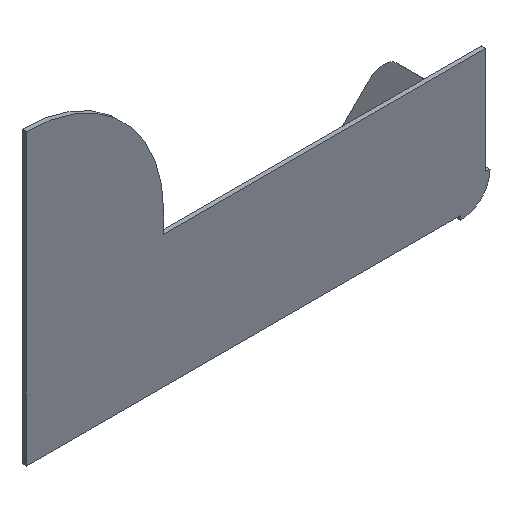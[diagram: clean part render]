
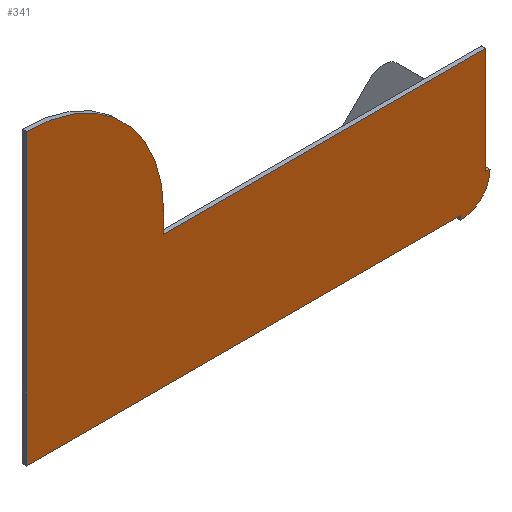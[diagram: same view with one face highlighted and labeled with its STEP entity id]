
A CAD part, isometric view. The second image highlights one B-rep face of the part: STEP entity #341.
In plain terms, the highlighted planar face has unit normal (0, -1, 0).
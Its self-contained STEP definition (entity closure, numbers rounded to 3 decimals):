
#15=CIRCLE('',#381,140.);
#17=CIRCLE('',#385,650.);
#32=FACE_OUTER_BOUND('',#50,.T.);
#50=EDGE_LOOP('',(#233,#234,#235,#236,#237,#238,#239,#240,#241));
#64=LINE('',#498,#101);
#68=LINE('',#507,#105);
#74=LINE('',#518,#111);
#75=LINE('',#524,#112);
#78=LINE('',#530,#115);
#79=LINE('',#532,#116);
#80=LINE('',#535,#117);
#101=VECTOR('',#407,10.);
#105=VECTOR('',#413,10.);
#111=VECTOR('',#421,10.);
#112=VECTOR('',#430,10.);
#115=VECTOR('',#435,10.);
#116=VECTOR('',#436,10.);
#117=VECTOR('',#439,10.);
#138=VERTEX_POINT('',#496);
#139=VERTEX_POINT('',#497);
#142=VERTEX_POINT('',#505);
#143=VERTEX_POINT('',#506);
#147=VERTEX_POINT('',#516);
#148=VERTEX_POINT('',#523);
#150=VERTEX_POINT('',#529);
#151=VERTEX_POINT('',#531);
#152=VERTEX_POINT('',#533);
#168=EDGE_CURVE('',#138,#139,#64,.T.);
#172=EDGE_CURVE('',#142,#143,#68,.T.);
#178=EDGE_CURVE('',#147,#143,#74,.T.);
#179=EDGE_CURVE('',#139,#142,#15,.T.);
#181=EDGE_CURVE('',#148,#138,#75,.T.);
#184=EDGE_CURVE('',#147,#150,#78,.T.);
#185=EDGE_CURVE('',#150,#151,#79,.T.);
#186=EDGE_CURVE('',#151,#152,#17,.T.);
#187=EDGE_CURVE('',#152,#148,#80,.T.);
#233=ORIENTED_EDGE('',*,*,#179,.T.);
#234=ORIENTED_EDGE('',*,*,#172,.T.);
#235=ORIENTED_EDGE('',*,*,#178,.F.);
#236=ORIENTED_EDGE('',*,*,#184,.T.);
#237=ORIENTED_EDGE('',*,*,#185,.T.);
#238=ORIENTED_EDGE('',*,*,#186,.T.);
#239=ORIENTED_EDGE('',*,*,#187,.T.);
#240=ORIENTED_EDGE('',*,*,#181,.T.);
#241=ORIENTED_EDGE('',*,*,#168,.T.);
#307=PLANE('',#384);
#341=ADVANCED_FACE('',(#32),#307,.T.);
#381=AXIS2_PLACEMENT_3D('',#520,#424,#425);
#384=AXIS2_PLACEMENT_3D('',#528,#433,#434);
#385=AXIS2_PLACEMENT_3D('',#534,#437,#438);
#407=DIRECTION('',(0.,0.,-1.));
#413=DIRECTION('',(-1.,0.,0.));
#421=DIRECTION('',(0.,0.,-1.));
#424=DIRECTION('center_axis',(0.,-1.,0.));
#425=DIRECTION('ref_axis',(-1.,0.,0.));
#430=DIRECTION('',(1.,0.,0.));
#433=DIRECTION('center_axis',(0.,-1.,0.));
#434=DIRECTION('ref_axis',(0.,0.,-1.));
#435=DIRECTION('',(-1.,0.,0.));
#436=DIRECTION('',(0.,0.,1.));
#437=DIRECTION('center_axis',(0.,-1.,0.));
#438=DIRECTION('ref_axis',(1.,0.,0.));
#439=DIRECTION('',(0.,0.,-1.));
#496=CARTESIAN_POINT('',(-120.,0.,0.));
#497=CARTESIAN_POINT('',(-120.,0.,-20.));
#498=CARTESIAN_POINT('',(-120.,0.,25.));
#505=CARTESIAN_POINT('',(20.,0.,120.));
#506=CARTESIAN_POINT('',(0.,0.,120.));
#507=CARTESIAN_POINT('',(-15.,0.,120.));
#516=CARTESIAN_POINT('',(0.,0.,625.));
#518=CARTESIAN_POINT('',(0.,0.,625.));
#520=CARTESIAN_POINT('Origin',(-120.,0.,120.));
#523=CARTESIAN_POINT('',(-2175.,0.,0.));
#524=CARTESIAN_POINT('',(-625.,0.,0.));
#528=CARTESIAN_POINT('Origin',(-1087.5,0.,1113.125));
#529=CARTESIAN_POINT('',(-1525.,0.,625.));
#530=CARTESIAN_POINT('',(-625.,0.,625.));
#531=CARTESIAN_POINT('',(-1525.,0.,721.25));
#532=CARTESIAN_POINT('',(-1525.,0.,625.));
#533=CARTESIAN_POINT('',(-2175.,0.,1371.25));
#534=CARTESIAN_POINT('Origin',(-2175.,0.,721.25));
#535=CARTESIAN_POINT('',(-2175.,0.,1371.25));
